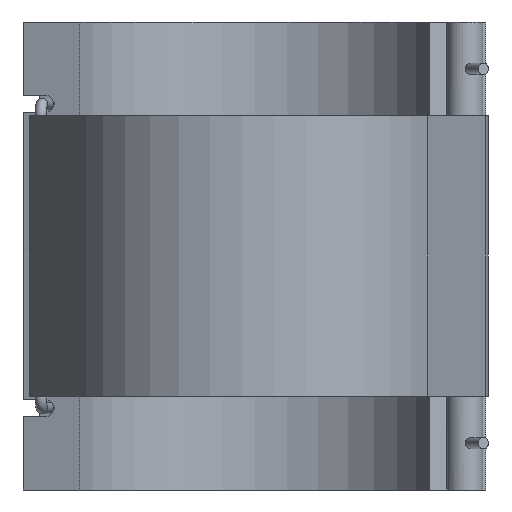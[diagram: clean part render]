
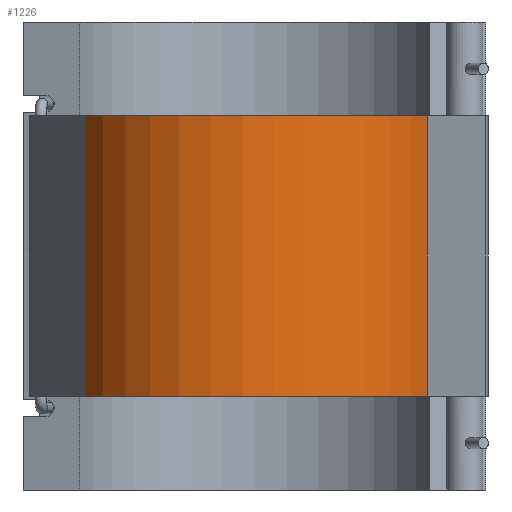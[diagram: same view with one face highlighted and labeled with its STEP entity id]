
A CAD part, front view. The second image highlights one B-rep face of the part: STEP entity #1226.
In plain terms, the highlighted cylindrical face has radius 72.1 mm (diameter 144.2 mm), a partial arc.
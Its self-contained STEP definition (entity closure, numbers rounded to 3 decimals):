
#123=LINE('',#2202,#226);
#124=LINE('',#2204,#227);
#226=VECTOR('',#1668,105.6);
#227=VECTOR('',#1671,105.6);
#366=FACE_OUTER_BOUND('',#456,.T.);
#456=EDGE_LOOP('',(#1093,#1094,#1095,#1096));
#508=CIRCLE('',#1295,72.1);
#516=CIRCLE('',#1304,72.1);
#603=VERTEX_POINT('',#2038);
#604=VERTEX_POINT('',#2040);
#618=VERTEX_POINT('',#2070);
#619=VERTEX_POINT('',#2072);
#737=EDGE_CURVE('',#603,#604,#508,.T.);
#753=EDGE_CURVE('',#618,#619,#516,.T.);
#802=EDGE_CURVE('',#603,#619,#123,.T.);
#803=EDGE_CURVE('',#604,#618,#124,.T.);
#1093=ORIENTED_EDGE('',*,*,#802,.T.);
#1094=ORIENTED_EDGE('',*,*,#753,.F.);
#1095=ORIENTED_EDGE('',*,*,#803,.F.);
#1096=ORIENTED_EDGE('',*,*,#737,.F.);
#1163=CYLINDRICAL_SURFACE('',#1345,72.1);
#1226=ADVANCED_FACE('',(#366),#1163,.T.);
#1295=AXIS2_PLACEMENT_3D('',#2041,#1530,#1531);
#1304=AXIS2_PLACEMENT_3D('',#2073,#1556,#1557);
#1345=AXIS2_PLACEMENT_3D('',#2203,#1669,#1670);
#1530=DIRECTION('center_axis',(0.,0.,-1.));
#1531=DIRECTION('ref_axis',(0.975,0.222,0.));
#1556=DIRECTION('center_axis',(0.,0.,1.));
#1557=DIRECTION('ref_axis',(0.975,0.222,0.));
#1668=DIRECTION('',(0.,0.,1.));
#1669=DIRECTION('center_axis',(0.,0.,1.));
#1670=DIRECTION('ref_axis',(0.975,0.222,0.));
#1671=DIRECTION('',(0.,0.,1.));
#2038=CARTESIAN_POINT('',(64.889,-31.43,-52.8));
#2040=CARTESIAN_POINT('',(-63.744,-33.691,-52.8));
#2041=CARTESIAN_POINT('Origin',(0.,0.,-52.8));
#2070=CARTESIAN_POINT('',(-63.744,-33.691,52.8));
#2072=CARTESIAN_POINT('',(64.889,-31.43,52.8));
#2073=CARTESIAN_POINT('Origin',(0.,0.,52.8));
#2202=CARTESIAN_POINT('',(64.889,-31.43,0.));
#2203=CARTESIAN_POINT('Origin',(0.,0.,0.));
#2204=CARTESIAN_POINT('',(-63.744,-33.691,0.));
